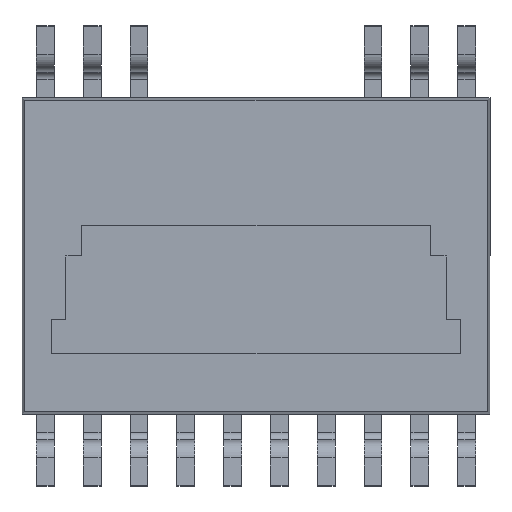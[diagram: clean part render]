
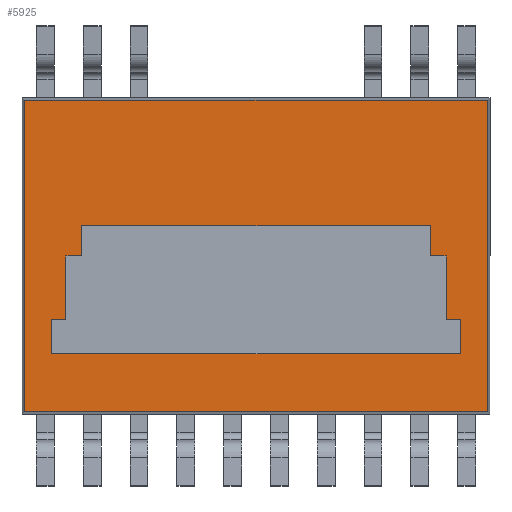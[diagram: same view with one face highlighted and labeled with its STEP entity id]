
A CAD part, front view. The second image highlights one B-rep face of the part: STEP entity #5925.
In plain terms, the highlighted planar face has unit normal (0, -1, 0).
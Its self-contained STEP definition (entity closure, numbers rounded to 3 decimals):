
#36 = VECTOR ( 'NONE', #6090, 1000. ) ;
#136 = LINE ( 'NONE', #2001, #5055 ) ;
#163 = FACE_OUTER_BOUND ( 'NONE', #2370, .T. ) ;
#190 = EDGE_CURVE ( 'NONE', #5685, #7833, #2836, .T. ) ;
#210 = DIRECTION ( 'NONE',  ( 0., 0., -1. ) ) ;
#286 = LINE ( 'NONE', #6431, #3909 ) ;
#292 = ORIENTED_EDGE ( 'NONE', *, *, #1625, .F. ) ;
#311 = LINE ( 'NONE', #911, #6916 ) ;
#316 = VECTOR ( 'NONE', #3261, 1000. ) ;
#390 = ORIENTED_EDGE ( 'NONE', *, *, #6517, .F. ) ;
#393 = ORIENTED_EDGE ( 'NONE', *, *, #7699, .F. ) ;
#425 = DIRECTION ( 'NONE',  ( -1., 0., 0. ) ) ;
#529 = CARTESIAN_POINT ( 'NONE',  ( 2.64, -0.525, 0. ) ) ;
#553 = CARTESIAN_POINT ( 'NONE',  ( -2.84, -0.525, -0.88 ) ) ;
#574 = CARTESIAN_POINT ( 'NONE',  ( 2.64, -0.525, -0.88 ) ) ;
#815 = VECTOR ( 'NONE', #5836, 1000. ) ;
#824 = VECTOR ( 'NONE', #3216, 1000. ) ;
#831 = EDGE_CURVE ( 'NONE', #3209, #8152, #6616, .T. ) ;
#851 = DIRECTION ( 'NONE',  ( 0., 0., -1. ) ) ;
#868 = DIRECTION ( 'NONE',  ( 0., 0., 1. ) ) ;
#876 = CARTESIAN_POINT ( 'NONE',  ( 3.21, -0.525, 2.2 ) ) ;
#911 = CARTESIAN_POINT ( 'NONE',  ( 2.84, -0.525, -1.36 ) ) ;
#967 = ORIENTED_EDGE ( 'NONE', *, *, #3067, .F. ) ;
#968 = DIRECTION ( 'NONE',  ( 0., 0., 1. ) ) ;
#1203 = PLANE ( 'NONE',  #7941 ) ;
#1232 = VERTEX_POINT ( 'NONE', #6320 ) ;
#1394 = DIRECTION ( 'NONE',  ( 1., 0., 0. ) ) ;
#1551 = VECTOR ( 'NONE', #968, 1000. ) ;
#1604 = VERTEX_POINT ( 'NONE', #3675 ) ;
#1625 = EDGE_CURVE ( 'NONE', #3977, #3209, #4921, .T. ) ;
#1783 = EDGE_CURVE ( 'NONE', #3940, #1604, #1920, .T. ) ;
#1828 = VECTOR ( 'NONE', #425, 1000. ) ;
#1920 = LINE ( 'NONE', #7136, #815 ) ;
#1922 = VERTEX_POINT ( 'NONE', #6579 ) ;
#1967 = LINE ( 'NONE', #4940, #3982 ) ;
#2001 = CARTESIAN_POINT ( 'NONE',  ( -2.42, -0.525, 0. ) ) ;
#2170 = CARTESIAN_POINT ( 'NONE',  ( -2.64, -0.525, -0.88 ) ) ;
#2294 = CARTESIAN_POINT ( 'NONE',  ( -2.84, -0.525, -1.36 ) ) ;
#2370 = EDGE_LOOP ( 'NONE', ( #390, #6423, #393, #6011 ) ) ;
#2475 = EDGE_CURVE ( 'NONE', #2791, #3977, #6245, .T. ) ;
#2495 = DIRECTION ( 'NONE',  ( 0., 0., 1. ) ) ;
#2537 = EDGE_CURVE ( 'NONE', #3237, #7362, #3852, .T. ) ;
#2629 = VERTEX_POINT ( 'NONE', #7496 ) ;
#2687 = VECTOR ( 'NONE', #2495, 1000. ) ;
#2757 = ORIENTED_EDGE ( 'NONE', *, *, #2537, .F. ) ;
#2791 = VERTEX_POINT ( 'NONE', #5966 ) ;
#2794 = CARTESIAN_POINT ( 'NONE',  ( -2.64, -0.525, -0.88 ) ) ;
#2836 = LINE ( 'NONE', #5728, #316 ) ;
#2998 = DIRECTION ( 'NONE',  ( -1., 0., 0. ) ) ;
#3067 = EDGE_CURVE ( 'NONE', #6922, #2791, #8015, .T. ) ;
#3184 = CARTESIAN_POINT ( 'NONE',  ( 0., -0.525, 0. ) ) ;
#3209 = VERTEX_POINT ( 'NONE', #5045 ) ;
#3216 = DIRECTION ( 'NONE',  ( 0., 0., -1. ) ) ;
#3237 = VERTEX_POINT ( 'NONE', #529 ) ;
#3261 = DIRECTION ( 'NONE',  ( -1., 0., 0. ) ) ;
#3305 = ORIENTED_EDGE ( 'NONE', *, *, #4126, .F. ) ;
#3366 = VERTEX_POINT ( 'NONE', #7874 ) ;
#3406 = EDGE_CURVE ( 'NONE', #3366, #5685, #311, .T. ) ;
#3564 = VECTOR ( 'NONE', #868, 1000. ) ;
#3616 = ORIENTED_EDGE ( 'NONE', *, *, #6720, .F. ) ;
#3660 = CARTESIAN_POINT ( 'NONE',  ( -2.64, -0.525, 0. ) ) ;
#3675 = CARTESIAN_POINT ( 'NONE',  ( -2.42, -0.525, 0.42 ) ) ;
#3685 = EDGE_LOOP ( 'NONE', ( #5408, #292, #5394, #967, #6590, #5171, #3305, #2757, #3616, #4944, #7479, #5627 ) ) ;
#3747 = DIRECTION ( 'NONE',  ( -1., 0., 0. ) ) ;
#3852 = LINE ( 'NONE', #5446, #36 ) ;
#3870 = LINE ( 'NONE', #4505, #6840 ) ;
#3909 = VECTOR ( 'NONE', #1394, 1000. ) ;
#3940 = VERTEX_POINT ( 'NONE', #7165 ) ;
#3968 = LINE ( 'NONE', #5393, #1551 ) ;
#3969 = VECTOR ( 'NONE', #851, 1000. ) ;
#3977 = VERTEX_POINT ( 'NONE', #2170 ) ;
#3982 = VECTOR ( 'NONE', #2998, 1000. ) ;
#4071 = LINE ( 'NONE', #876, #3969 ) ;
#4077 = CARTESIAN_POINT ( 'NONE',  ( 2.64, -0.525, -0.88 ) ) ;
#4126 = EDGE_CURVE ( 'NONE', #7362, #3940, #3968, .T. ) ;
#4292 = LINE ( 'NONE', #4493, #2687 ) ;
#4483 = EDGE_CURVE ( 'NONE', #1604, #6922, #136, .T. ) ;
#4493 = CARTESIAN_POINT ( 'NONE',  ( -3.21, -0.525, -2.2 ) ) ;
#4505 = CARTESIAN_POINT ( 'NONE',  ( -3.25, -0.525, 2.16 ) ) ;
#4553 = VECTOR ( 'NONE', #210, 1000. ) ;
#4921 = LINE ( 'NONE', #553, #8008 ) ;
#4940 = CARTESIAN_POINT ( 'NONE',  ( 3.25, -0.525, -2.16 ) ) ;
#4944 = ORIENTED_EDGE ( 'NONE', *, *, #190, .F. ) ;
#5045 = CARTESIAN_POINT ( 'NONE',  ( -2.84, -0.525, -0.88 ) ) ;
#5055 = VECTOR ( 'NONE', #7167, 1000. ) ;
#5169 = EDGE_CURVE ( 'NONE', #7913, #1922, #4292, .T. ) ;
#5171 = ORIENTED_EDGE ( 'NONE', *, *, #1783, .F. ) ;
#5393 = CARTESIAN_POINT ( 'NONE',  ( 2.42, -0.525, 0. ) ) ;
#5394 = ORIENTED_EDGE ( 'NONE', *, *, #2475, .F. ) ;
#5408 = ORIENTED_EDGE ( 'NONE', *, *, #831, .F. ) ;
#5446 = CARTESIAN_POINT ( 'NONE',  ( 2.64, -0.525, 0. ) ) ;
#5627 = ORIENTED_EDGE ( 'NONE', *, *, #7354, .F. ) ;
#5673 = DIRECTION ( 'NONE',  ( 0., 0., 1. ) ) ;
#5685 = VERTEX_POINT ( 'NONE', #7962 ) ;
#5728 = CARTESIAN_POINT ( 'NONE',  ( 2.84, -0.525, -0.88 ) ) ;
#5836 = DIRECTION ( 'NONE',  ( -1., 0., 0. ) ) ;
#5925 = ADVANCED_FACE ( 'NONE', ( #6470, #163 ), #1203, .T. ) ;
#5966 = CARTESIAN_POINT ( 'NONE',  ( -2.64, -0.525, 0. ) ) ;
#6011 = ORIENTED_EDGE ( 'NONE', *, *, #8057, .F. ) ;
#6090 = DIRECTION ( 'NONE',  ( -1., 0., 0. ) ) ;
#6245 = LINE ( 'NONE', #2794, #4553 ) ;
#6320 = CARTESIAN_POINT ( 'NONE',  ( 3.21, -0.525, -2.16 ) ) ;
#6423 = ORIENTED_EDGE ( 'NONE', *, *, #5169, .F. ) ;
#6431 = CARTESIAN_POINT ( 'NONE',  ( 2.84, -0.525, -1.36 ) ) ;
#6460 = CARTESIAN_POINT ( 'NONE',  ( -3.21, -0.525, -2.16 ) ) ;
#6470 = FACE_BOUND ( 'NONE', #3685, .T. ) ;
#6517 = EDGE_CURVE ( 'NONE', #1922, #2629, #3870, .T. ) ;
#6579 = CARTESIAN_POINT ( 'NONE',  ( -3.21, -0.525, 2.16 ) ) ;
#6590 = ORIENTED_EDGE ( 'NONE', *, *, #4483, .F. ) ;
#6610 = DIRECTION ( 'NONE',  ( 0., 0., 1. ) ) ;
#6616 = LINE ( 'NONE', #7036, #824 ) ;
#6720 = EDGE_CURVE ( 'NONE', #7833, #3237, #6947, .T. ) ;
#6746 = CARTESIAN_POINT ( 'NONE',  ( -2.42, -0.525, 0. ) ) ;
#6840 = VECTOR ( 'NONE', #7639, 1000. ) ;
#6916 = VECTOR ( 'NONE', #6610, 1000. ) ;
#6922 = VERTEX_POINT ( 'NONE', #6746 ) ;
#6947 = LINE ( 'NONE', #4077, #3564 ) ;
#7036 = CARTESIAN_POINT ( 'NONE',  ( -2.84, -0.525, -1.36 ) ) ;
#7136 = CARTESIAN_POINT ( 'NONE',  ( -2.42, -0.525, 0.42 ) ) ;
#7165 = CARTESIAN_POINT ( 'NONE',  ( 2.42, -0.525, 0.42 ) ) ;
#7167 = DIRECTION ( 'NONE',  ( 0., 0., -1. ) ) ;
#7354 = EDGE_CURVE ( 'NONE', #8152, #3366, #286, .T. ) ;
#7362 = VERTEX_POINT ( 'NONE', #7775 ) ;
#7479 = ORIENTED_EDGE ( 'NONE', *, *, #3406, .F. ) ;
#7496 = CARTESIAN_POINT ( 'NONE',  ( 3.21, -0.525, 2.16 ) ) ;
#7639 = DIRECTION ( 'NONE',  ( 1., 0., 0. ) ) ;
#7663 = DIRECTION ( 'NONE',  ( 0., -1., 0. ) ) ;
#7699 = EDGE_CURVE ( 'NONE', #1232, #7913, #1967, .T. ) ;
#7775 = CARTESIAN_POINT ( 'NONE',  ( 2.42, -0.525, 0. ) ) ;
#7833 = VERTEX_POINT ( 'NONE', #574 ) ;
#7874 = CARTESIAN_POINT ( 'NONE',  ( 2.84, -0.525, -1.36 ) ) ;
#7913 = VERTEX_POINT ( 'NONE', #6460 ) ;
#7941 = AXIS2_PLACEMENT_3D ( 'NONE', #3184, #7663, #5673 ) ;
#7962 = CARTESIAN_POINT ( 'NONE',  ( 2.84, -0.525, -0.88 ) ) ;
#8008 = VECTOR ( 'NONE', #3747, 1000. ) ;
#8015 = LINE ( 'NONE', #3660, #1828 ) ;
#8057 = EDGE_CURVE ( 'NONE', #2629, #1232, #4071, .T. ) ;
#8152 = VERTEX_POINT ( 'NONE', #2294 ) ;
